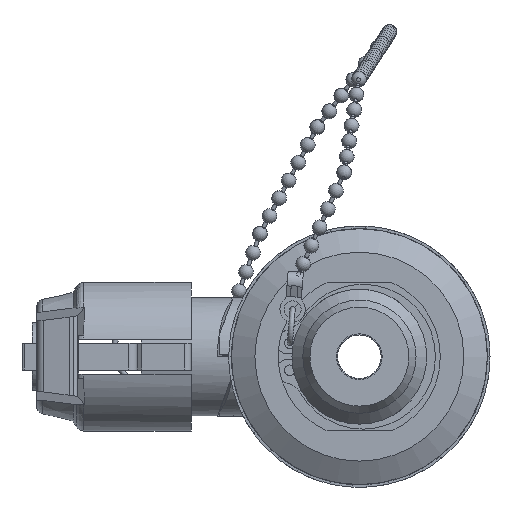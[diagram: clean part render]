
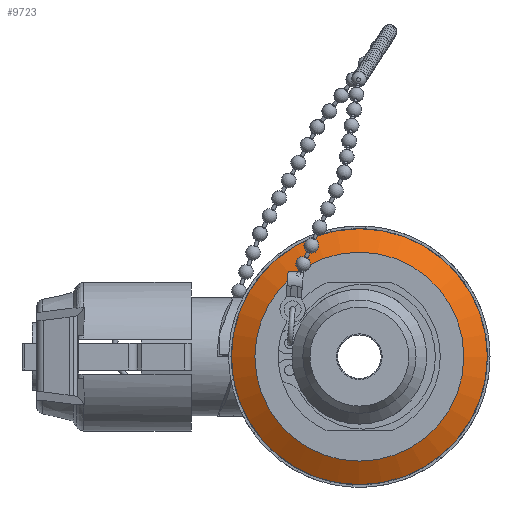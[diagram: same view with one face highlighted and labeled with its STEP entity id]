
A CAD part, left-side view. The second image highlights one B-rep face of the part: STEP entity #9723.
In plain terms, the highlighted conical face has half-angle 60 degrees and reference radius 27.675 mm.
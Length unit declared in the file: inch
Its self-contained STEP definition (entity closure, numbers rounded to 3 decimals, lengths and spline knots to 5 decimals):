
#37=CONICAL_SURFACE('',#10676,1.08957,1.047);
#385=LINE('',#15566,#1088);
#1088=VECTOR('',#12636,1.08957);
#2003=FACE_OUTER_BOUND('',#2547,.T.);
#2547=EDGE_LOOP('',(#6955,#6956,#6957,#6958));
#3288=CIRCLE('',#10677,1.18642);
#3289=CIRCLE('',#10678,0.9685);
#3924=VERTEX_POINT('',#15563);
#3925=VERTEX_POINT('',#15565);
#5034=EDGE_CURVE('',#3924,#3924,#3288,.T.);
#5035=EDGE_CURVE('',#3924,#3925,#385,.T.);
#5036=EDGE_CURVE('',#3925,#3925,#3289,.T.);
#6955=ORIENTED_EDGE('',*,*,#5034,.T.);
#6956=ORIENTED_EDGE('',*,*,#5035,.T.);
#6957=ORIENTED_EDGE('',*,*,#5036,.F.);
#6958=ORIENTED_EDGE('',*,*,#5035,.F.);
#9723=ADVANCED_FACE('',(#2003),#37,.T.);
#10676=AXIS2_PLACEMENT_3D('',#15562,#12632,#12633);
#10677=AXIS2_PLACEMENT_3D('',#15564,#12634,#12635);
#10678=AXIS2_PLACEMENT_3D('',#15567,#12637,#12638);
#12632=DIRECTION('center_axis',(1.,0.,0.));
#12633=DIRECTION('ref_axis',(0.,1.,0.));
#12634=DIRECTION('center_axis',(-1.,0.,0.));
#12635=DIRECTION('ref_axis',(0.,1.,0.));
#12636=DIRECTION('',(-0.5,0.866,0.));
#12637=DIRECTION('center_axis',(-1.,0.,0.));
#12638=DIRECTION('ref_axis',(0.,1.,0.));
#15562=CARTESIAN_POINT('Origin',(-1.70986,0.,
0.));
#15563=CARTESIAN_POINT('',(-1.65395,-1.18642,0.));
#15564=CARTESIAN_POINT('Origin',(-1.65395,0.,
0.));
#15565=CARTESIAN_POINT('',(-1.77976,-0.9685,0.));
#15566=CARTESIAN_POINT('',(-1.70986,-1.08957,0.));
#15567=CARTESIAN_POINT('Origin',(-1.77976,0.,
0.));
